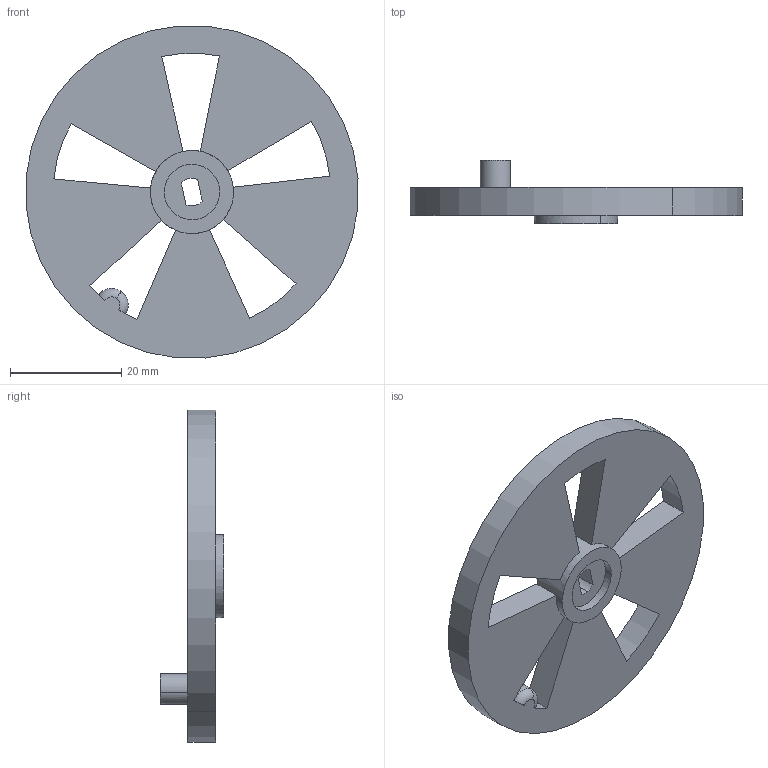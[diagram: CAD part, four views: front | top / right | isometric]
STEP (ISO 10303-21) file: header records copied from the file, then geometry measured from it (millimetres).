
FILE_DESCRIPTION (( 'STEP AP203' ), '1' );
FILE_NAME ('Cog_v1.000.002.STEP', '2024-12-01T04:54:33', ( '' ), ( '' ), 'SwSTEP 2.0', 'SolidWorks 2024', '' );
FILE_SCHEMA (( 'CONFIG_CONTROL_DESIGN' ));
Length unit declared in the file: millimetre
Products named in the file (1): Cog_v1.000.002
Bounding box: 59.81 x 11.5 x 59.81 mm (x, y, z)
Volume: 11419.4 mm3; surface area: 6909.7 mm2
Topology: 1 solids, 1 shells, 39 faces, 117 edges, 78 vertices
Faces by surface type: cylinder 19, plane 18, torus 2
Entity records: 1496 total; most frequent: CARTESIAN_POINT 295, DIRECTION 245, ORIENTED_EDGE 234, EDGE_CURVE 117, AXIS2_PLACEMENT_3D 92, VERTEX_POINT 78, VECTOR 61, LINE 61
